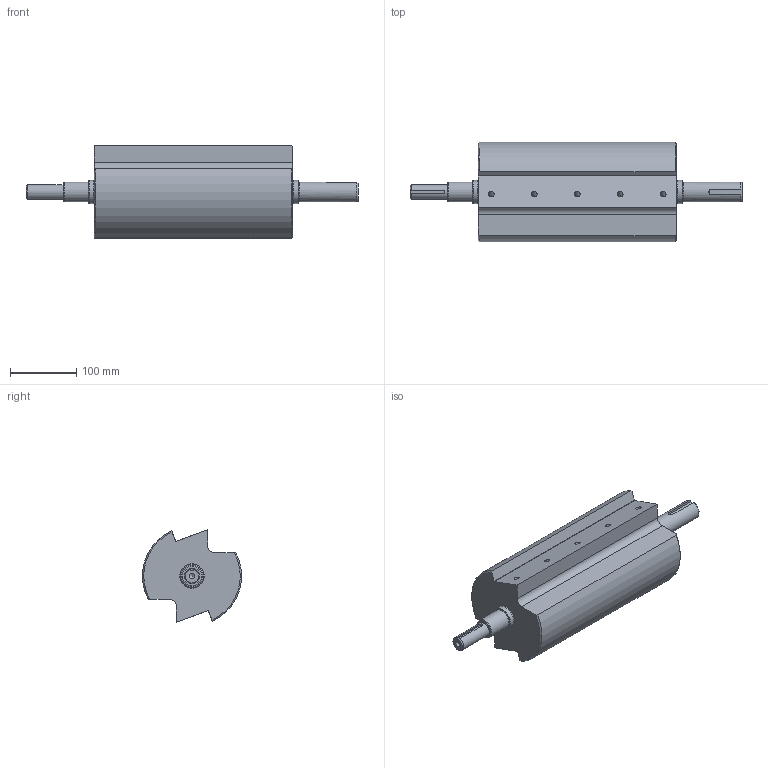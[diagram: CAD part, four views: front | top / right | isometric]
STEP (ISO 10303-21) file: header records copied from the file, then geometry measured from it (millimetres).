
FILE_DESCRIPTION(/* description */ ('Rotor de coupe en C35E+N','CAx-IF Rec.Pracs.---Representation and Presentation of Product Manufacturing Information (PMI)---4.0---2014-10-13','CAx-IF Rec.Pracs.---3D Tessellated Geometry---0.4---2014-09-14','2;1'),/* implementation_level */ '2;1');
FILE_NAME(/* name */ 'Rotor_de_coupe_C35E+N',/* time_stamp */ '2020-12-08T10:23:26+01:00',/* author */ ('Bernard Dumas'),/* organization */ (''),/* preprocessor_version */ 'ST-DEVELOPER v16.7',/* originating_system */ 'Solid Edge',/* authorisation */ 'Unknown');
FILE_SCHEMA (('AP242_MANAGED_MODEL_BASED_3D_ENGINEERING_MIM_LF { 1 0 10303 442 1 1 4 }'));
Length unit declared in the file: millimetre
Products named in the file (1): BBM01
Bounding box: 502.1 x 150 x 140 mm (x, y, z)
Volume: 4444929 mm3; surface area: 213043.7 mm2
Topology: 1 solids, 1 shells, 88 faces, 223 edges, 142 vertices
Faces by surface type: cylinder 37, cone 25, plane 21, torus 5
Full cylindrical faces by diameter (mm): 8.376 x24, 22.225 x1, 30 x2, 35 x2
Entity records: 2874 total; most frequent: CARTESIAN_POINT 437, DIRECTION 382, ORIENTED_EDGE 296, AXIS2_PLACEMENT_3D 167, FACE_BOUND 154, EDGE_CURVE 148, EDGE_LOOP 142, VERTEX_POINT 128
